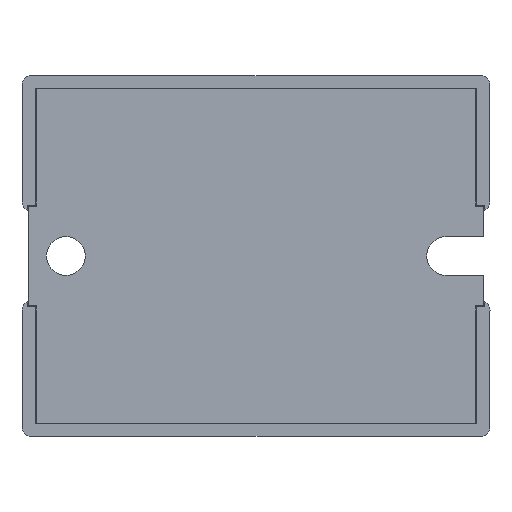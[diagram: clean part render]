
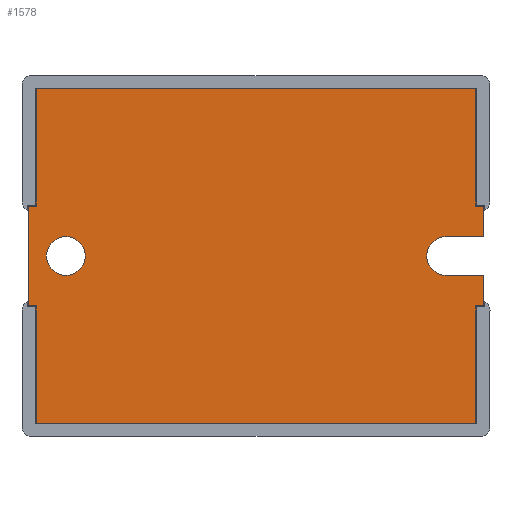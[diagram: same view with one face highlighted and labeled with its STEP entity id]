
A CAD part, front view. The second image highlights one B-rep face of the part: STEP entity #1578.
In plain terms, the highlighted planar face has unit normal (0, -1, 0).
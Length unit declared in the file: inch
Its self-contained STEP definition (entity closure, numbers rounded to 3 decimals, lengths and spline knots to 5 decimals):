
#133 = DIRECTION ( 'NONE',  ( 0., 0., 1. ) ) ;
#175 = FACE_OUTER_BOUND ( 'NONE', #1332, .T. ) ;
#250 = CARTESIAN_POINT ( 'NONE',  ( 1.36629, -0.64079, -0.13719 ) ) ;
#490 = ORIENTED_EDGE ( 'NONE', *, *, #8590, .T. ) ;
#604 = LINE ( 'NONE', #7057, #14149 ) ;
#643 = EDGE_LOOP ( 'NONE', ( #11488 ) ) ;
#835 = EDGE_CURVE ( 'NONE', #13016, #9548, #8489, .T. ) ;
#857 = DIRECTION ( 'NONE',  ( -1., 0., 0. ) ) ;
#1122 = LINE ( 'NONE', #15223, #12849 ) ;
#1152 = ORIENTED_EDGE ( 'NONE', *, *, #16493, .T. ) ;
#1153 = AXIS2_PLACEMENT_3D ( 'NONE', #14810, #6903, #16129 ) ;
#1212 = CARTESIAN_POINT ( 'NONE',  ( 1.51192, -0.64079, 0.01394 ) ) ;
#1332 = EDGE_LOOP ( 'NONE', ( #490, #16695, #16156, #1152, #7167, #4669, #14658, #4678, #11995, #9882, #2903, #13113, #3693, #14722, #12388, #8305 ) ) ;
#1526 = VECTOR ( 'NONE', #13888, 39.37008 ) ;
#1556 = VECTOR ( 'NONE', #15497, 39.37008 ) ;
#1578 = ADVANCED_FACE ( 'NONE', ( #10225, #175 ), #14748, .T. ) ;
#1712 = VERTEX_POINT ( 'NONE', #5032 ) ;
#1723 = CARTESIAN_POINT ( 'NONE',  ( 1.36629, -0.64079, 0.59394 ) ) ;
#2061 = AXIS2_PLACEMENT_3D ( 'NONE', #15868, #7967, #133 ) ;
#2903 = ORIENTED_EDGE ( 'NONE', *, *, #835, .T. ) ;
#2952 = CARTESIAN_POINT ( 'NONE',  ( 1.51192, -0.64079, 0.59394 ) ) ;
#3447 = CARTESIAN_POINT ( 'NONE',  ( 1.51192, -0.64079, -0.48032 ) ) ;
#3465 = CARTESIAN_POINT ( 'NONE',  ( -0.65934, -0.64079, -0.23319 ) ) ;
#3548 = AXIS2_PLACEMENT_3D ( 'NONE', #15475, #7583, #16796 ) ;
#3572 = CARTESIAN_POINT ( 'NONE',  ( 1.55342, -0.64079, -0.23319 ) ) ;
#3588 = EDGE_CURVE ( 'NONE', #4983, #12286, #8923, .T. ) ;
#3693 = ORIENTED_EDGE ( 'NONE', *, *, #11812, .T. ) ;
#3701 = DIRECTION ( 'NONE',  ( 0., 0., 1. ) ) ;
#3765 = CARTESIAN_POINT ( 'NONE',  ( -0.65934, -0.64079, 0.01394 ) ) ;
#4231 = EDGE_CURVE ( 'NONE', #8352, #11740, #11698, .T. ) ;
#4244 = CARTESIAN_POINT ( 'NONE',  ( 1.51192, -0.64079, -0.48032 ) ) ;
#4403 = LINE ( 'NONE', #7940, #10984 ) ;
#4449 = VECTOR ( 'NONE', #16046, 39.37008 ) ;
#4453 = VECTOR ( 'NONE', #5506, 39.37008 ) ;
#4669 = ORIENTED_EDGE ( 'NONE', *, *, #12221, .T. ) ;
#4670 = CARTESIAN_POINT ( 'NONE',  ( 1.55342, -0.64079, -0.48032 ) ) ;
#4678 = ORIENTED_EDGE ( 'NONE', *, *, #4231, .T. ) ;
#4751 = DIRECTION ( 'NONE',  ( 0., 0., 1. ) ) ;
#4841 = VERTEX_POINT ( 'NONE', #9668 ) ;
#4883 = DIRECTION ( 'NONE',  ( 0., 0., 1. ) ) ;
#4983 = VERTEX_POINT ( 'NONE', #7527 ) ;
#4988 = EDGE_CURVE ( 'NONE', #11690, #7039, #8334, .T. ) ;
#5032 = CARTESIAN_POINT ( 'NONE',  ( 1.55342, -0.64079, -0.13719 ) ) ;
#5038 = CIRCLE ( 'NONE', #2061, 0.096 ) ;
#5156 = CARTESIAN_POINT ( 'NONE',  ( -0.65934, -0.64079, 0.01394 ) ) ;
#5315 = DIRECTION ( 'NONE',  ( 0., 0., -1. ) ) ;
#5486 = CARTESIAN_POINT ( 'NONE',  ( 1.55342, -0.64079, -0.23319 ) ) ;
#5506 = DIRECTION ( 'NONE',  ( 1., 0., 0. ) ) ;
#5676 = VERTEX_POINT ( 'NONE', #16213 ) ;
#5920 = LINE ( 'NONE', #10243, #9394 ) ;
#5972 = VECTOR ( 'NONE', #857, 39.37008 ) ;
#6032 = CARTESIAN_POINT ( 'NONE',  ( 1.51192, -0.64079, -0.23319 ) ) ;
#6285 = VECTOR ( 'NONE', #4883, 39.37008 ) ;
#6505 = EDGE_CURVE ( 'NONE', #10497, #13016, #15542, .T. ) ;
#6727 = CARTESIAN_POINT ( 'NONE',  ( -0.70084, -0.64079, 0.01394 ) ) ;
#6744 = EDGE_CURVE ( 'NONE', #16552, #14165, #14533, .T. ) ;
#6871 = CARTESIAN_POINT ( 'NONE',  ( -0.65934, -0.64079, -0.23319 ) ) ;
#6903 = DIRECTION ( 'NONE',  ( 0., -1., 0. ) ) ;
#7039 = VERTEX_POINT ( 'NONE', #250 ) ;
#7057 = CARTESIAN_POINT ( 'NONE',  ( -0.70084, -0.64079, -0.48032 ) ) ;
#7167 = ORIENTED_EDGE ( 'NONE', *, *, #9332, .T. ) ;
#7316 = CARTESIAN_POINT ( 'NONE',  ( 1.36629, -0.64079, -1.06032 ) ) ;
#7338 = DIRECTION ( 'NONE',  ( 1., 0., 0. ) ) ;
#7527 = CARTESIAN_POINT ( 'NONE',  ( -0.65934, -0.64079, -1.06032 ) ) ;
#7583 = DIRECTION ( 'NONE',  ( 0., 1., 0. ) ) ;
#7731 = LINE ( 'NONE', #3465, #13098 ) ;
#7844 = CARTESIAN_POINT ( 'NONE',  ( 1.36629, -0.64079, -0.32919 ) ) ;
#7940 = CARTESIAN_POINT ( 'NONE',  ( 1.55342, -0.64079, 0.01394 ) ) ;
#7967 = DIRECTION ( 'NONE',  ( 0., 1., 0. ) ) ;
#8305 = ORIENTED_EDGE ( 'NONE', *, *, #6744, .T. ) ;
#8334 = CIRCLE ( 'NONE', #3548, 0.096 ) ;
#8352 = VERTEX_POINT ( 'NONE', #2952 ) ;
#8489 = LINE ( 'NONE', #11800, #12002 ) ;
#8590 = EDGE_CURVE ( 'NONE', #14165, #8949, #16389, .T. ) ;
#8711 = CARTESIAN_POINT ( 'NONE',  ( 1.36629, -0.64079, -0.32919 ) ) ;
#8844 = EDGE_CURVE ( 'NONE', #5676, #5676, #5038, .T. ) ;
#8847 = VECTOR ( 'NONE', #4751, 39.37008 ) ;
#8923 = LINE ( 'NONE', #7316, #1526 ) ;
#8949 = VERTEX_POINT ( 'NONE', #9424 ) ;
#9181 = CARTESIAN_POINT ( 'NONE',  ( 1.51192, -0.64079, -1.06032 ) ) ;
#9332 = EDGE_CURVE ( 'NONE', #1712, #16441, #9870, .T. ) ;
#9356 = CARTESIAN_POINT ( 'NONE',  ( -0.65934, -0.64079, 0.59394 ) ) ;
#9394 = VECTOR ( 'NONE', #3701, 39.37008 ) ;
#9424 = CARTESIAN_POINT ( 'NONE',  ( 1.55342, -0.64079, -0.32919 ) ) ;
#9548 = VERTEX_POINT ( 'NONE', #12774 ) ;
#9668 = CARTESIAN_POINT ( 'NONE',  ( -0.65934, -0.64079, -0.48032 ) ) ;
#9716 = EDGE_CURVE ( 'NONE', #11740, #10497, #7731, .T. ) ;
#9824 = CARTESIAN_POINT ( 'NONE',  ( 1.55342, -0.64079, 0.01394 ) ) ;
#9870 = LINE ( 'NONE', #5486, #16862 ) ;
#9882 = ORIENTED_EDGE ( 'NONE', *, *, #6505, .T. ) ;
#10225 = FACE_BOUND ( 'NONE', #643, .T. ) ;
#10243 = CARTESIAN_POINT ( 'NONE',  ( 1.51192, -0.64079, -0.23319 ) ) ;
#10497 = VERTEX_POINT ( 'NONE', #5156 ) ;
#10659 = DIRECTION ( 'NONE',  ( 0., 0., 1. ) ) ;
#10866 = EDGE_CURVE ( 'NONE', #12286, #16552, #12354, .T. ) ;
#10984 = VECTOR ( 'NONE', #11983, 39.37008 ) ;
#11488 = ORIENTED_EDGE ( 'NONE', *, *, #8844, .T. ) ;
#11690 = VERTEX_POINT ( 'NONE', #7844 ) ;
#11698 = LINE ( 'NONE', #1723, #16859 ) ;
#11740 = VERTEX_POINT ( 'NONE', #9356 ) ;
#11800 = CARTESIAN_POINT ( 'NONE',  ( -0.70084, -0.64079, -0.23319 ) ) ;
#11812 = EDGE_CURVE ( 'NONE', #4841, #4983, #14529, .T. ) ;
#11983 = DIRECTION ( 'NONE',  ( -1., 0., 0. ) ) ;
#11995 = ORIENTED_EDGE ( 'NONE', *, *, #9716, .T. ) ;
#12002 = VECTOR ( 'NONE', #5315, 39.37008 ) ;
#12221 = EDGE_CURVE ( 'NONE', #16441, #12842, #4403, .T. ) ;
#12252 = DIRECTION ( 'NONE',  ( -1., 0., 0. ) ) ;
#12286 = VERTEX_POINT ( 'NONE', #9181 ) ;
#12354 = LINE ( 'NONE', #6032, #8847 ) ;
#12388 = ORIENTED_EDGE ( 'NONE', *, *, #10866, .T. ) ;
#12774 = CARTESIAN_POINT ( 'NONE',  ( -0.70084, -0.64079, -0.48032 ) ) ;
#12842 = VERTEX_POINT ( 'NONE', #1212 ) ;
#12849 = VECTOR ( 'NONE', #7338, 39.37008 ) ;
#13016 = VERTEX_POINT ( 'NONE', #6727 ) ;
#13098 = VECTOR ( 'NONE', #15293, 39.37008 ) ;
#13113 = ORIENTED_EDGE ( 'NONE', *, *, #13596, .T. ) ;
#13596 = EDGE_CURVE ( 'NONE', #9548, #4841, #604, .T. ) ;
#13888 = DIRECTION ( 'NONE',  ( 1., 0., 0. ) ) ;
#14149 = VECTOR ( 'NONE', #16433, 39.37008 ) ;
#14165 = VERTEX_POINT ( 'NONE', #4670 ) ;
#14529 = LINE ( 'NONE', #6871, #4449 ) ;
#14533 = LINE ( 'NONE', #4244, #4453 ) ;
#14658 = ORIENTED_EDGE ( 'NONE', *, *, #15735, .T. ) ;
#14722 = ORIENTED_EDGE ( 'NONE', *, *, #3588, .T. ) ;
#14748 = PLANE ( 'NONE',  #1153 ) ;
#14810 = CARTESIAN_POINT ( 'NONE',  ( 1.36629, -0.64079, -0.23319 ) ) ;
#14986 = EDGE_CURVE ( 'NONE', #8949, #11690, #16045, .T. ) ;
#15223 = CARTESIAN_POINT ( 'NONE',  ( 1.36629, -0.64079, -0.13719 ) ) ;
#15293 = DIRECTION ( 'NONE',  ( 0., 0., -1. ) ) ;
#15475 = CARTESIAN_POINT ( 'NONE',  ( 1.36629, -0.64079, -0.23319 ) ) ;
#15497 = DIRECTION ( 'NONE',  ( -1., 0., 0. ) ) ;
#15542 = LINE ( 'NONE', #3765, #1556 ) ;
#15735 = EDGE_CURVE ( 'NONE', #12842, #8352, #5920, .T. ) ;
#15868 = CARTESIAN_POINT ( 'NONE',  ( -0.51371, -0.64079, -0.23319 ) ) ;
#16045 = LINE ( 'NONE', #8711, #5972 ) ;
#16046 = DIRECTION ( 'NONE',  ( 0., 0., -1. ) ) ;
#16129 = DIRECTION ( 'NONE',  ( 0., 0., -1. ) ) ;
#16156 = ORIENTED_EDGE ( 'NONE', *, *, #4988, .T. ) ;
#16213 = CARTESIAN_POINT ( 'NONE',  ( -0.51371, -0.64079, -0.13719 ) ) ;
#16389 = LINE ( 'NONE', #3572, #6285 ) ;
#16433 = DIRECTION ( 'NONE',  ( 1., 0., 0. ) ) ;
#16441 = VERTEX_POINT ( 'NONE', #9824 ) ;
#16493 = EDGE_CURVE ( 'NONE', #7039, #1712, #1122, .T. ) ;
#16552 = VERTEX_POINT ( 'NONE', #3447 ) ;
#16695 = ORIENTED_EDGE ( 'NONE', *, *, #14986, .T. ) ;
#16796 = DIRECTION ( 'NONE',  ( 0., 0., 1. ) ) ;
#16859 = VECTOR ( 'NONE', #12252, 39.37008 ) ;
#16862 = VECTOR ( 'NONE', #10659, 39.37008 ) ;
